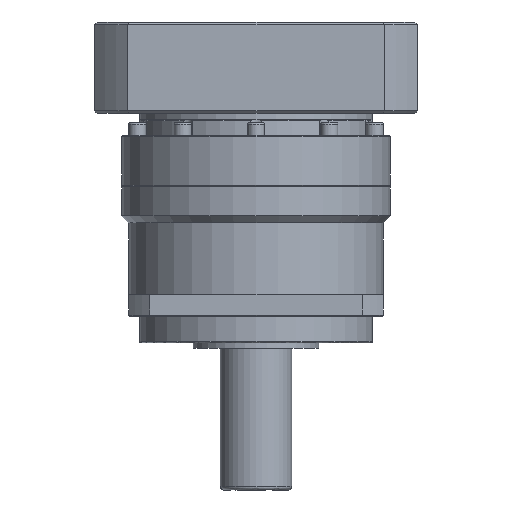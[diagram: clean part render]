
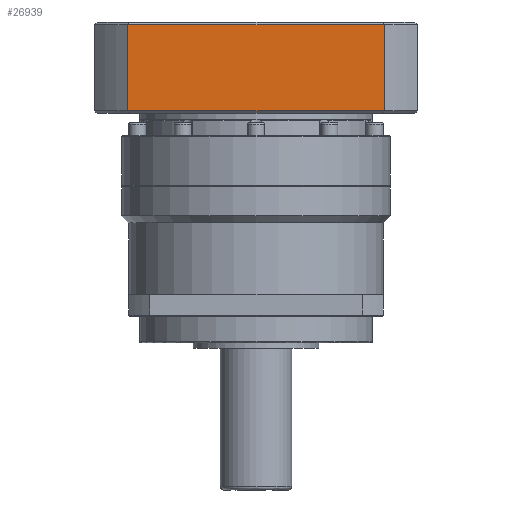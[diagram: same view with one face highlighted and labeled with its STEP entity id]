
A CAD part, front view. The second image highlights one B-rep face of the part: STEP entity #26939.
In plain terms, the highlighted planar face has unit normal (0, -1, 0).
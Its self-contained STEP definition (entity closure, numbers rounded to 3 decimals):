
#476 = CARTESIAN_POINT ( 'NONE',  ( -71.589, -90., 58.5 ) ) ;
#2468 = ORIENTED_EDGE ( 'NONE', *, *, #5902, .F. ) ;
#4582 = VERTEX_POINT ( 'NONE', #12055 ) ;
#4979 = VECTOR ( 'NONE', #12675, 1000. ) ;
#5644 = VERTEX_POINT ( 'NONE', #7033 ) ;
#5824 = DIRECTION ( 'NONE',  ( 0., 0., 1. ) ) ;
#5902 = EDGE_CURVE ( 'NONE', #5644, #4582, #24896, .T. ) ;
#7033 = CARTESIAN_POINT ( 'NONE',  ( 71.589, -90., 9. ) ) ;
#7594 = EDGE_CURVE ( 'NONE', #32344, #5644, #19015, .T. ) ;
#7832 = DIRECTION ( 'NONE',  ( 0., 1., 0. ) ) ;
#9696 = VECTOR ( 'NONE', #5824, 1000. ) ;
#12055 = CARTESIAN_POINT ( 'NONE',  ( -71.589, -90., 9. ) ) ;
#12355 = VECTOR ( 'NONE', #31880, 1000. ) ;
#12675 = DIRECTION ( 'NONE',  ( 1., 0., 0. ) ) ;
#13353 = VERTEX_POINT ( 'NONE', #17707 ) ;
#15910 = EDGE_CURVE ( 'NONE', #4582, #13353, #23022, .T. ) ;
#16057 = ORIENTED_EDGE ( 'NONE', *, *, #15910, .F. ) ;
#16697 = DIRECTION ( 'NONE',  ( -1., 0., 0. ) ) ;
#17131 = CARTESIAN_POINT ( 'NONE',  ( -35.795, -90., 9. ) ) ;
#17707 = CARTESIAN_POINT ( 'NONE',  ( -71.589, -90., 57. ) ) ;
#17937 = EDGE_CURVE ( 'NONE', #13353, #32344, #18523, .T. ) ;
#18523 = LINE ( 'NONE', #27549, #4979 ) ;
#19015 = LINE ( 'NONE', #24236, #12355 ) ;
#19933 = FACE_OUTER_BOUND ( 'NONE', #31747, .T. ) ;
#21364 = ORIENTED_EDGE ( 'NONE', *, *, #7594, .F. ) ;
#21941 = AXIS2_PLACEMENT_3D ( 'NONE', #22864, #7832, #25410 ) ;
#22864 = CARTESIAN_POINT ( 'NONE',  ( -71.589, -90., 58.5 ) ) ;
#23022 = LINE ( 'NONE', #476, #9696 ) ;
#24236 = CARTESIAN_POINT ( 'NONE',  ( 71.589, -90., 0. ) ) ;
#24896 = LINE ( 'NONE', #17131, #30818 ) ;
#25410 = DIRECTION ( 'NONE',  ( -1., 0., 0. ) ) ;
#26085 = CARTESIAN_POINT ( 'NONE',  ( 71.589, -90., 57. ) ) ;
#26939 = ADVANCED_FACE ( 'NONE', ( #19933 ), #30266, .F. ) ;
#27549 = CARTESIAN_POINT ( 'NONE',  ( -71.589, -90., 57. ) ) ;
#28655 = ORIENTED_EDGE ( 'NONE', *, *, #17937, .F. ) ;
#30266 = PLANE ( 'NONE',  #21941 ) ;
#30818 = VECTOR ( 'NONE', #16697, 1000. ) ;
#31747 = EDGE_LOOP ( 'NONE', ( #21364, #28655, #16057, #2468 ) ) ;
#31880 = DIRECTION ( 'NONE',  ( 0., 0., -1. ) ) ;
#32344 = VERTEX_POINT ( 'NONE', #26085 ) ;
